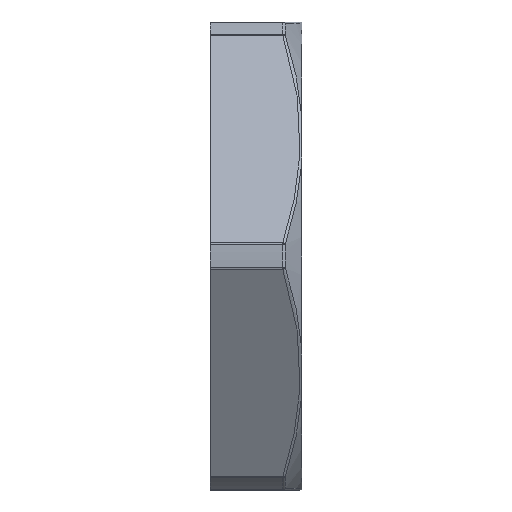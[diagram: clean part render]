
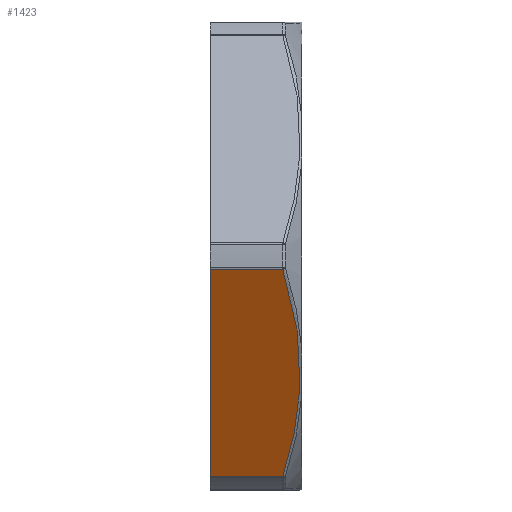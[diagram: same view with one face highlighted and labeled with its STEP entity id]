
A CAD part, front view. The second image highlights one B-rep face of the part: STEP entity #1423.
In plain terms, the highlighted planar face has unit normal (0, -0.866, -0.5).
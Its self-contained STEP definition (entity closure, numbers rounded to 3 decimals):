
#140=PLANE('',#1583);
#212=FACE_OUTER_BOUND('',#312,.T.);
#312=EDGE_LOOP('',(#1136,#1137,#1138,#1139));
#377=LINE('',#2986,#470);
#408=LINE('',#3417,#501);
#410=LINE('',#3439,#503);
#470=VECTOR('',#1727,10.);
#501=VECTOR('',#1874,10.);
#503=VECTOR('',#1898,10.);
#579=B_SPLINE_CURVE_WITH_KNOTS('',3,(#3433,#3434,#3435,#3436,#3437,#3438),
 .UNSPECIFIED.,.F.,.F.,(4,1,1,4),(0.178,0.891,1.365,
1.84),.UNSPECIFIED.);
#618=VERTEX_POINT('',#2983);
#619=VERTEX_POINT('',#2985);
#678=VERTEX_POINT('',#3415);
#681=VERTEX_POINT('',#3432);
#757=EDGE_CURVE('',#618,#619,#377,.T.);
#843=EDGE_CURVE('',#678,#618,#408,.T.);
#851=EDGE_CURVE('',#681,#678,#579,.T.);
#852=EDGE_CURVE('',#619,#681,#410,.T.);
#1136=ORIENTED_EDGE('',*,*,#843,.F.);
#1137=ORIENTED_EDGE('',*,*,#851,.F.);
#1138=ORIENTED_EDGE('',*,*,#852,.F.);
#1139=ORIENTED_EDGE('',*,*,#757,.F.);
#1423=ADVANCED_FACE('',(#212),#140,.F.);
#1583=AXIS2_PLACEMENT_3D('',#3431,#1896,#1897);
#1727=DIRECTION('',(0.,-0.5,0.866));
#1874=DIRECTION('',(-1.,0.,0.));
#1896=DIRECTION('center_axis',(0.,0.866,0.5));
#1897=DIRECTION('ref_axis',(0.,0.5,-0.866));
#1898=DIRECTION('',(1.,0.,0.));
#2983=CARTESIAN_POINT('',(-6.29,-9.758,-15.099));
#2985=CARTESIAN_POINT('',(-6.29,-17.955,-0.901));
#2986=CARTESIAN_POINT('',(-6.29,-13.668,-8.326));
#3415=CARTESIAN_POINT('',(-1.313,-9.758,-15.099));
#3417=CARTESIAN_POINT('',(-3.145,-9.758,-15.099));
#3431=CARTESIAN_POINT('Origin',(0.,-17.98,-0.859));
#3432=CARTESIAN_POINT('',(-1.313,-17.955,-0.901));
#3433=CARTESIAN_POINT('Ctrl Pts',(-1.313,-17.955,-0.901));
#3434=CARTESIAN_POINT('Ctrl Pts',(-0.681,-16.811,
-2.883));
#3435=CARTESIAN_POINT('Ctrl Pts',(0.044,-14.851,
-6.277));
#3436=CARTESIAN_POINT('Ctrl Pts',(-0.219,-12.071,
-11.093));
#3437=CARTESIAN_POINT('Ctrl Pts',(-0.892,-10.52,
-13.778));
#3438=CARTESIAN_POINT('Ctrl Pts',(-1.313,-9.758,-15.099));
#3439=CARTESIAN_POINT('',(-3.145,-17.955,-0.901));
